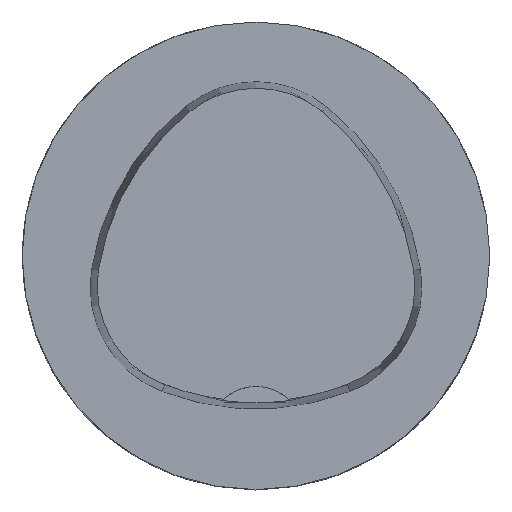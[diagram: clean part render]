
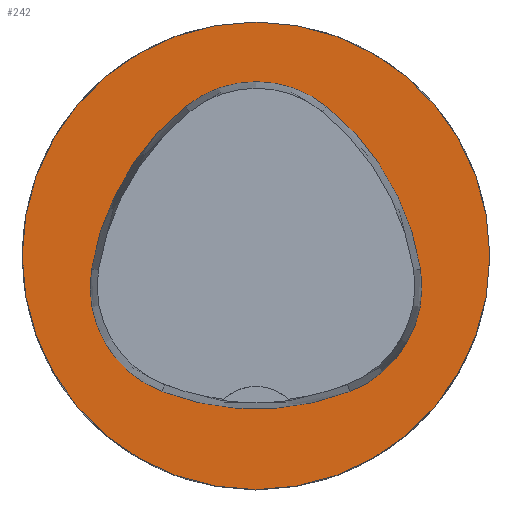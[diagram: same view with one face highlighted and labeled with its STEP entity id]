
A CAD part, top view. The second image highlights one B-rep face of the part: STEP entity #242.
In plain terms, the highlighted planar face has unit normal (0, 0, 1).
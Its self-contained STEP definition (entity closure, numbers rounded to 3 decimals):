
#123=FACE_BOUND('',#428,.T.);
#124=FACE_BOUND('',#429,.T.);
#161=CIRCLE('',#1420,25.);
#162=CIRCLE('',#1426,28.);
#164=CIRCLE('',#1429,12.);
#166=CIRCLE('',#1432,28.);
#168=CIRCLE('',#1435,12.);
#172=CIRCLE('',#1440,28.);
#174=CIRCLE('',#1443,12.);
#242=ADVANCED_FACE('',(#123,#124),#295,.T.);
#295=PLANE('',#1448);
#428=EDGE_LOOP('',(#673,#674,#675,#676,#677,#678));
#429=EDGE_LOOP('',(#679));
#673=ORIENTED_EDGE('',*,*,#1051,.T.);
#674=ORIENTED_EDGE('',*,*,#1031,.T.);
#675=ORIENTED_EDGE('',*,*,#1035,.T.);
#676=ORIENTED_EDGE('',*,*,#1038,.T.);
#677=ORIENTED_EDGE('',*,*,#1041,.T.);
#678=ORIENTED_EDGE('',*,*,#1049,.T.);
#679=ORIENTED_EDGE('',*,*,#1022,.F.);
#887=VERTEX_POINT('',#2078);
#896=VERTEX_POINT('',#2097);
#897=VERTEX_POINT('',#2098);
#900=VERTEX_POINT('',#2106);
#902=VERTEX_POINT('',#2112);
#904=VERTEX_POINT('',#2118);
#911=VERTEX_POINT('',#2139);
#1022=EDGE_CURVE('',#887,#887,#161,.T.);
#1031=EDGE_CURVE('',#896,#897,#162,.T.);
#1035=EDGE_CURVE('',#897,#900,#164,.T.);
#1038=EDGE_CURVE('',#900,#902,#166,.T.);
#1041=EDGE_CURVE('',#902,#904,#168,.T.);
#1049=EDGE_CURVE('',#904,#911,#172,.T.);
#1051=EDGE_CURVE('',#911,#896,#174,.T.);
#1420=AXIS2_PLACEMENT_3D('',#2077,#1647,#1648);
#1426=AXIS2_PLACEMENT_3D('',#2096,#1663,#1664);
#1429=AXIS2_PLACEMENT_3D('',#2105,#1671,#1672);
#1432=AXIS2_PLACEMENT_3D('',#2111,#1678,#1679);
#1435=AXIS2_PLACEMENT_3D('',#2117,#1685,#1686);
#1440=AXIS2_PLACEMENT_3D('',#2140,#1697,#1698);
#1443=AXIS2_PLACEMENT_3D('',#2143,#1703,#1704);
#1448=AXIS2_PLACEMENT_3D('',#2148,#1713,#1714);
#1647=DIRECTION('',(0.,0.,-1.));
#1648=DIRECTION('',(-1.,0.,0.));
#1663=DIRECTION('',(0.,0.,-1.));
#1664=DIRECTION('',(-1.,0.,0.));
#1671=DIRECTION('',(0.,0.,-1.));
#1672=DIRECTION('',(-1.,0.,0.));
#1678=DIRECTION('',(0.,0.,-1.));
#1679=DIRECTION('',(-1.,0.,0.));
#1685=DIRECTION('',(0.,0.,-1.));
#1686=DIRECTION('',(-1.,0.,0.));
#1697=DIRECTION('',(0.,0.,-1.));
#1698=DIRECTION('',(-1.,0.,0.));
#1703=DIRECTION('',(0.,0.,-1.));
#1704=DIRECTION('',(-1.,0.,0.));
#1713=DIRECTION('',(0.,0.,1.));
#1714=DIRECTION('',(1.,0.,0.));
#2077=CARTESIAN_POINT('',(0.,0.,0.));
#2078=CARTESIAN_POINT('',(-25.,0.,0.));
#2096=CARTESIAN_POINT('',(10.068,-5.824,0.));
#2097=CARTESIAN_POINT('',(-17.584,-1.424,0.));
#2098=CARTESIAN_POINT('',(-7.531,15.953,0.));
#2105=CARTESIAN_POINT('',(0.011,6.62,0.));
#2106=CARTESIAN_POINT('',(7.567,15.942,0.));
#2111=CARTESIAN_POINT('',(-10.063,-5.81,0.));
#2112=CARTESIAN_POINT('',(17.59,-1.418,0.));
#2117=CARTESIAN_POINT('',(5.739,-3.3,0.));
#2118=CARTESIAN_POINT('',(10.05,-14.499,0.));
#2139=CARTESIAN_POINT('',(-10.025,-14.516,0.));
#2140=CARTESIAN_POINT('',(-0.01,11.631,0.));
#2143=CARTESIAN_POINT('',(-5.733,-3.31,0.));
#2148=CARTESIAN_POINT('',(0.,0.,0.));
